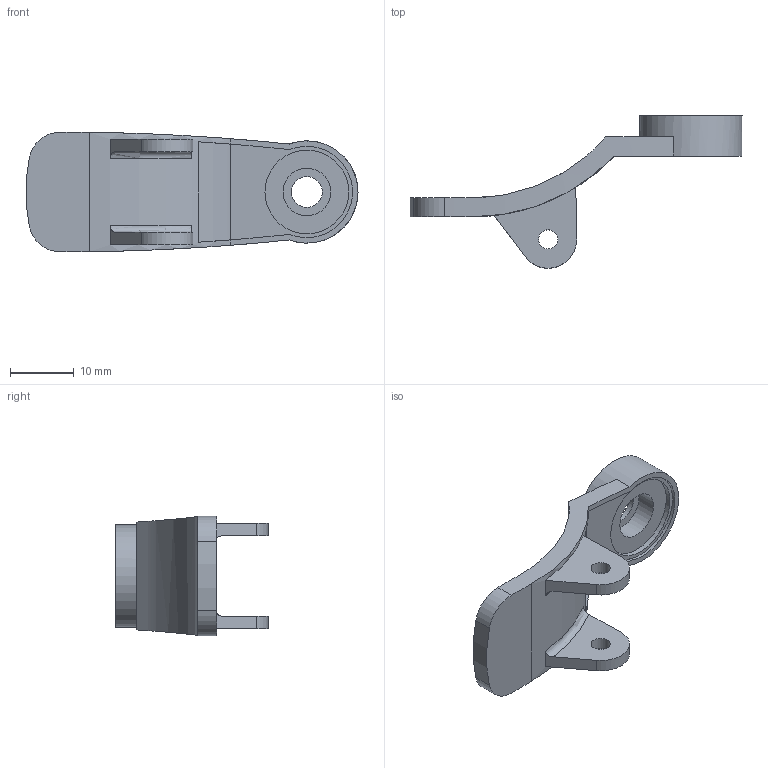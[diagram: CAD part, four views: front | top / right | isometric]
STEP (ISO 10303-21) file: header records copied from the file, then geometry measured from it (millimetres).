
FILE_DESCRIPTION(/* description */ (''),/* implementation_level */ '2;1');
FILE_NAME(/* name */ 'Cordoba Ukulele Tuner Upper Clamp.stp',/* time_stamp */ '2017-10-10T18:31:58-07:00',/* author */ ('xdlea'),/* organization */ (''),/* preprocessor_version */ 'ST-DEVELOPER v16.13',/* originating_system */ 'Autodesk Inventor 2018',/* authorisation */ '');
FILE_SCHEMA (('AUTOMOTIVE_DESIGN { 1 0 10303 214 3 1 1 }'));
Length unit declared in the file: inch
Products named in the file (1): Cordoba Ukulele Tuner Upper Clamp
Bounding box: 51.93 x 23.83 x 18.75 mm (x, y, z)
Volume: 3185.1 mm3; surface area: 2967.6 mm2
Topology: 1 solids, 1 shells, 40 faces, 106 edges, 73 vertices
Faces by surface type: cylinder 20, plane 18, torus 2
Full cylindrical faces by diameter (mm): 3 x2, 4.85 x1, 7.45 x1, 13.1 x2, 16 x1
Entity records: 1373 total; most frequent: CARTESIAN_POINT 319, DIRECTION 218, ORIENTED_EDGE 198, EDGE_CURVE 99, AXIS2_PLACEMENT_3D 92, VERTEX_POINT 73, EDGE_LOOP 58, CIRCLE 51
